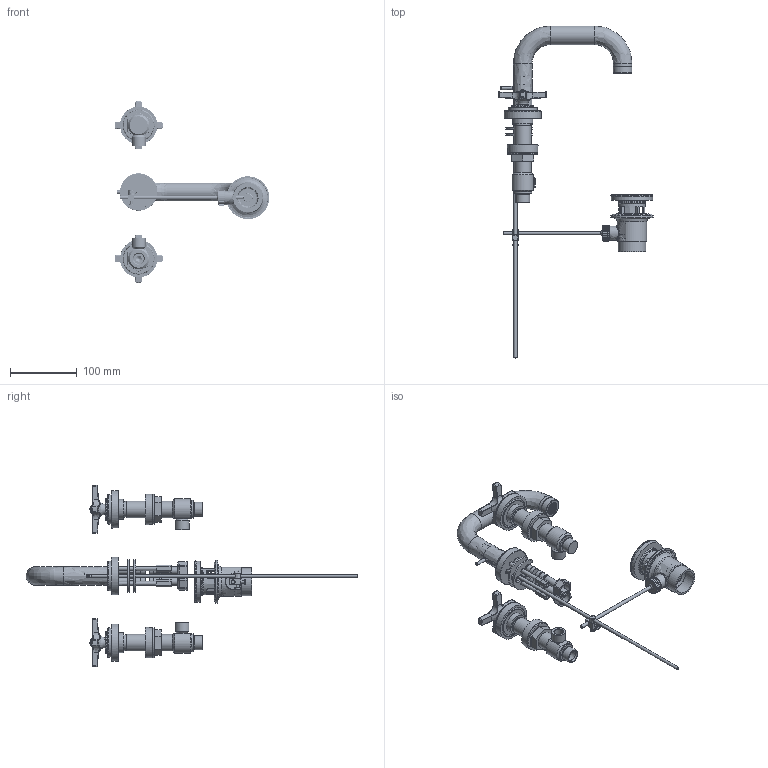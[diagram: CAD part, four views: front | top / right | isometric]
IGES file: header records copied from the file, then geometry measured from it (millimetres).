
Global section: file name: V7K14XF; native system: Autodesk Inventor 2016; preprocessor: unknown; author: rclarke; date: 20160408.111256; units: millimetre
Bounding box: 232.01 x 498.15 x 272 mm (x, y, z)
Volume: 490513.1 mm3; surface area: 282358.9 mm2
Topology: 65 solids, 66 shells, 3136 faces, 8168 edges, 5315 vertices
Faces by surface type: bspline 3136
